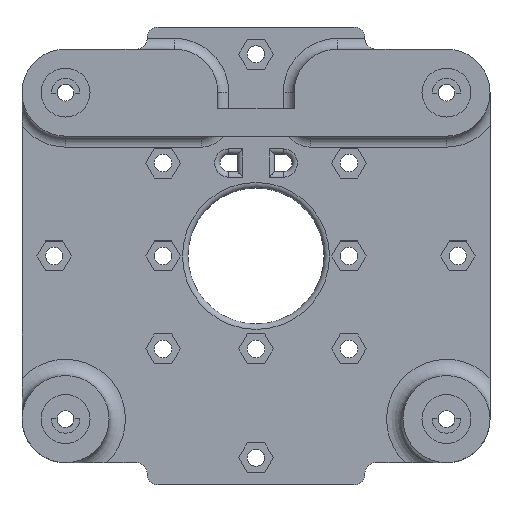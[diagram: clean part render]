
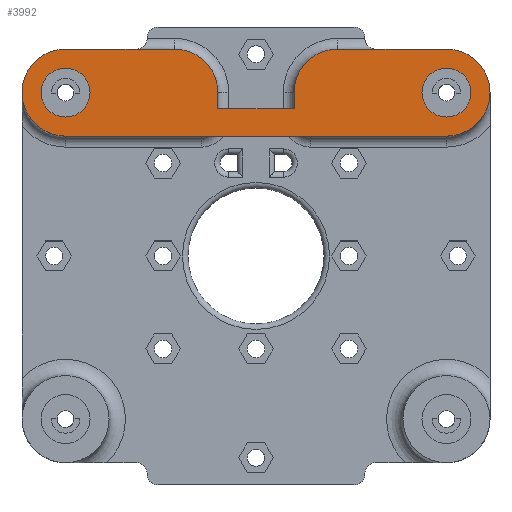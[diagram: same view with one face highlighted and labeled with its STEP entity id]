
A CAD part, top view. The second image highlights one B-rep face of the part: STEP entity #3992.
In plain terms, the highlighted planar face has unit normal (0, 0, 1).
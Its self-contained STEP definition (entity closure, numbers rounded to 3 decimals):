
#31=FACE_BOUND('',#1407,.T.);
#32=FACE_BOUND('',#1408,.T.);
#72=PLANE('',#4268);
#323=LINE('',#6042,#760);
#324=LINE('',#6046,#761);
#325=LINE('',#6050,#762);
#326=LINE('',#6054,#763);
#327=LINE('',#6056,#764);
#328=LINE('',#6057,#765);
#760=VECTOR('',#4787,10.);
#761=VECTOR('',#4790,10.);
#762=VECTOR('',#4793,10.);
#763=VECTOR('',#4796,10.);
#764=VECTOR('',#4797,10.);
#765=VECTOR('',#4798,10.);
#1172=FACE_OUTER_BOUND('',#1406,.T.);
#1406=EDGE_LOOP('',(#2940,#2941,#2942,#2943,#2944,#2945,#2946,#2947,#2948,
#2949));
#1407=EDGE_LOOP('',(#2950,#2951));
#1408=EDGE_LOOP('',(#2952,#2953));
#1691=CIRCLE('',#4267,8.);
#1692=CIRCLE('',#4269,8.);
#1693=CIRCLE('',#4270,8.);
#1694=CIRCLE('',#4271,8.);
#1695=CIRCLE('',#4272,4.5);
#1696=CIRCLE('',#4273,4.5);
#1697=CIRCLE('',#4274,4.5);
#1698=CIRCLE('',#4275,4.5);
#1920=VERTEX_POINT('',#6035);
#1921=VERTEX_POINT('',#6037);
#1922=VERTEX_POINT('',#6041);
#1923=VERTEX_POINT('',#6043);
#1924=VERTEX_POINT('',#6045);
#1925=VERTEX_POINT('',#6047);
#1926=VERTEX_POINT('',#6049);
#1927=VERTEX_POINT('',#6051);
#1928=VERTEX_POINT('',#6053);
#1929=VERTEX_POINT('',#6055);
#1930=VERTEX_POINT('',#6058);
#1931=VERTEX_POINT('',#6059);
#1932=VERTEX_POINT('',#6062);
#1933=VERTEX_POINT('',#6063);
#2323=EDGE_CURVE('',#1920,#1921,#1691,.T.);
#2325=EDGE_CURVE('',#1920,#1922,#323,.T.);
#2326=EDGE_CURVE('',#1922,#1923,#1692,.T.);
#2327=EDGE_CURVE('',#1923,#1924,#324,.T.);
#2328=EDGE_CURVE('',#1924,#1925,#1693,.T.);
#2329=EDGE_CURVE('',#1925,#1926,#325,.T.);
#2330=EDGE_CURVE('',#1927,#1926,#1694,.T.);
#2331=EDGE_CURVE('',#1927,#1928,#326,.T.);
#2332=EDGE_CURVE('',#1928,#1929,#327,.T.);
#2333=EDGE_CURVE('',#1929,#1921,#328,.T.);
#2334=EDGE_CURVE('',#1930,#1931,#1695,.T.);
#2335=EDGE_CURVE('',#1931,#1930,#1696,.T.);
#2336=EDGE_CURVE('',#1932,#1933,#1697,.T.);
#2337=EDGE_CURVE('',#1933,#1932,#1698,.T.);
#2940=ORIENTED_EDGE('',*,*,#2323,.F.);
#2941=ORIENTED_EDGE('',*,*,#2325,.T.);
#2942=ORIENTED_EDGE('',*,*,#2326,.T.);
#2943=ORIENTED_EDGE('',*,*,#2327,.T.);
#2944=ORIENTED_EDGE('',*,*,#2328,.T.);
#2945=ORIENTED_EDGE('',*,*,#2329,.T.);
#2946=ORIENTED_EDGE('',*,*,#2330,.F.);
#2947=ORIENTED_EDGE('',*,*,#2331,.T.);
#2948=ORIENTED_EDGE('',*,*,#2332,.T.);
#2949=ORIENTED_EDGE('',*,*,#2333,.T.);
#2950=ORIENTED_EDGE('',*,*,#2334,.T.);
#2951=ORIENTED_EDGE('',*,*,#2335,.T.);
#2952=ORIENTED_EDGE('',*,*,#2336,.T.);
#2953=ORIENTED_EDGE('',*,*,#2337,.T.);
#3992=ADVANCED_FACE('',(#1172,#31,#32),#72,.T.);
#4267=AXIS2_PLACEMENT_3D('',#6038,#4782,#4783);
#4268=AXIS2_PLACEMENT_3D('',#6040,#4785,#4786);
#4269=AXIS2_PLACEMENT_3D('',#6044,#4788,#4789);
#4270=AXIS2_PLACEMENT_3D('',#6048,#4791,#4792);
#4271=AXIS2_PLACEMENT_3D('',#6052,#4794,#4795);
#4272=AXIS2_PLACEMENT_3D('',#6060,#4799,#4800);
#4273=AXIS2_PLACEMENT_3D('',#6061,#4801,#4802);
#4274=AXIS2_PLACEMENT_3D('',#6064,#4803,#4804);
#4275=AXIS2_PLACEMENT_3D('',#6065,#4805,#4806);
#4782=DIRECTION('center_axis',(0.,0.,-1.));
#4783=DIRECTION('ref_axis',(0.707,0.707,0.));
#4785=DIRECTION('center_axis',(0.,0.,1.));
#4786=DIRECTION('ref_axis',(1.,0.,0.));
#4787=DIRECTION('',(-1.,0.,0.));
#4788=DIRECTION('center_axis',(0.,0.,1.));
#4789=DIRECTION('ref_axis',(0.,1.,0.));
#4790=DIRECTION('',(1.,0.,0.));
#4791=DIRECTION('center_axis',(0.,0.,1.));
#4792=DIRECTION('ref_axis',(1.,0.,0.));
#4793=DIRECTION('',(-1.,0.,0.));
#4794=DIRECTION('center_axis',(0.,0.,-1.));
#4795=DIRECTION('ref_axis',(-0.707,0.707,0.));
#4796=DIRECTION('',(0.,-1.,0.));
#4797=DIRECTION('',(-1.,0.,0.));
#4798=DIRECTION('',(0.,1.,0.));
#4799=DIRECTION('center_axis',(0.,0.,-1.));
#4800=DIRECTION('ref_axis',(1.,0.,0.));
#4801=DIRECTION('center_axis',(0.,0.,-1.));
#4802=DIRECTION('ref_axis',(1.,0.,0.));
#4803=DIRECTION('center_axis',(0.,0.,-1.));
#4804=DIRECTION('ref_axis',(1.,0.,0.));
#4805=DIRECTION('center_axis',(0.,0.,-1.));
#4806=DIRECTION('ref_axis',(1.,0.,0.));
#6035=CARTESIAN_POINT('',(-15.,83.5,19.6));
#6037=CARTESIAN_POINT('',(-7.,75.5,19.6));
#6038=CARTESIAN_POINT('Origin',(-15.,75.5,19.6));
#6040=CARTESIAN_POINT('Origin',(0.,75.5,19.6));
#6041=CARTESIAN_POINT('',(-35.,83.5,19.6));
#6042=CARTESIAN_POINT('',(35.,83.5,19.6));
#6043=CARTESIAN_POINT('',(-35.,67.5,19.6));
#6044=CARTESIAN_POINT('Origin',(-35.,75.5,19.6));
#6045=CARTESIAN_POINT('',(35.,67.5,19.6));
#6046=CARTESIAN_POINT('',(-35.,67.5,19.6));
#6047=CARTESIAN_POINT('',(35.,83.5,19.6));
#6048=CARTESIAN_POINT('Origin',(35.,75.5,19.6));
#6049=CARTESIAN_POINT('',(15.,83.5,19.6));
#6050=CARTESIAN_POINT('',(35.,83.5,19.6));
#6051=CARTESIAN_POINT('',(7.,75.5,19.6));
#6052=CARTESIAN_POINT('Origin',(15.,75.5,19.6));
#6053=CARTESIAN_POINT('',(7.,72.5,19.6));
#6054=CARTESIAN_POINT('',(7.,78.5,19.6));
#6055=CARTESIAN_POINT('',(-7.,72.5,19.6));
#6056=CARTESIAN_POINT('',(3.5,72.5,19.6));
#6057=CARTESIAN_POINT('',(-7.,78.5,19.6));
#6058=CARTESIAN_POINT('',(39.5,75.5,19.6));
#6059=CARTESIAN_POINT('',(30.5,75.5,19.6));
#6060=CARTESIAN_POINT('Origin',(35.,75.5,19.6));
#6061=CARTESIAN_POINT('Origin',(35.,75.5,19.6));
#6062=CARTESIAN_POINT('',(-30.5,75.5,19.6));
#6063=CARTESIAN_POINT('',(-39.5,75.5,19.6));
#6064=CARTESIAN_POINT('Origin',(-35.,75.5,19.6));
#6065=CARTESIAN_POINT('Origin',(-35.,75.5,19.6));
